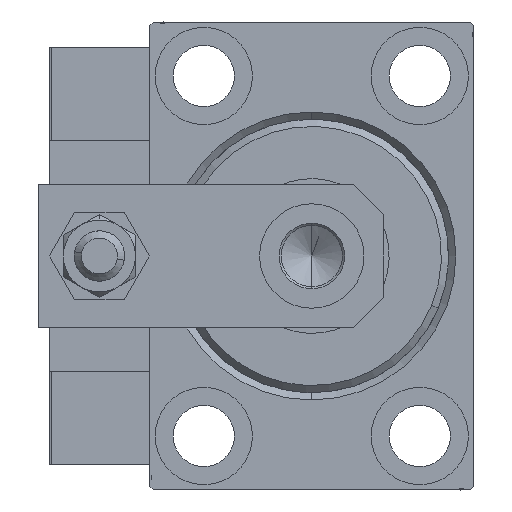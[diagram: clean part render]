
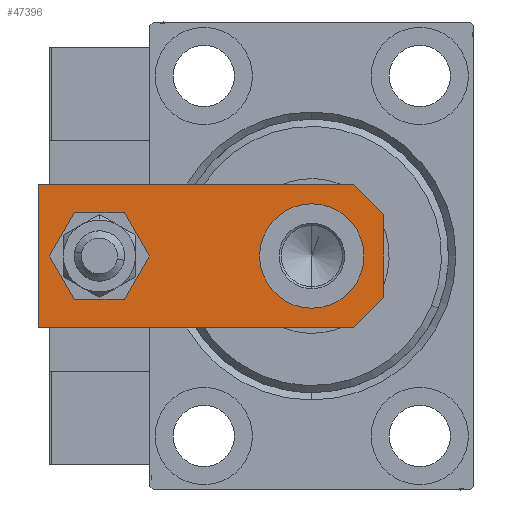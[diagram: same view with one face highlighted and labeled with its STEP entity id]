
A CAD part, left-side view. The second image highlights one B-rep face of the part: STEP entity #47396.
In plain terms, the highlighted face is planar.
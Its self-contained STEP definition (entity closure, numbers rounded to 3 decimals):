
#955 = CARTESIAN_POINT ( 'NONE',  ( 10., 48., 6. ) ) ;
#1847 = VERTEX_POINT ( 'NONE', #21242 ) ;
#2214 = CARTESIAN_POINT ( 'NONE',  ( -5.76, 0., 6. ) ) ;
#2224 = FACE_BOUND ( 'NONE', #19134, .T. ) ;
#2306 = EDGE_CURVE ( 'NONE', #35137, #1847, #30186, .T. ) ;
#3206 = ORIENTED_EDGE ( 'NONE', *, *, #25107, .T. ) ;
#4790 = DIRECTION ( 'NONE',  ( 1., 0., 0. ) ) ;
#4835 = VECTOR ( 'NONE', #25228, 1000. ) ;
#5444 = CARTESIAN_POINT ( 'NONE',  ( -10., 4.24, 6. ) ) ;
#5500 = ORIENTED_EDGE ( 'NONE', *, *, #2306, .F. ) ;
#5711 = CARTESIAN_POINT ( 'NONE',  ( 7.25, 10., 6. ) ) ;
#5878 = FACE_BOUND ( 'NONE', #20641, .T. ) ;
#6861 = AXIS2_PLACEMENT_3D ( 'NONE', #26716, #50208, #50727 ) ;
#7469 = AXIS2_PLACEMENT_3D ( 'NONE', #40427, #39652, #44830 ) ;
#7677 = AXIS2_PLACEMENT_3D ( 'NONE', #42017, #45911, #38101 ) ;
#9417 = VERTEX_POINT ( 'NONE', #2214 ) ;
#11708 = CARTESIAN_POINT ( 'NONE',  ( 2.88, -2.88, 6. ) ) ;
#11775 = CARTESIAN_POINT ( 'NONE',  ( 5.76, 0., 6. ) ) ;
#12397 = VERTEX_POINT ( 'NONE', #11775 ) ;
#12649 = CARTESIAN_POINT ( 'NONE',  ( 10., 0., 6. ) ) ;
#13850 = AXIS2_PLACEMENT_3D ( 'NONE', #16785, #48372, #4790 ) ;
#13899 = CARTESIAN_POINT ( 'NONE',  ( 10., 48., 6. ) ) ;
#14540 = DIRECTION ( 'NONE',  ( 1., 0., 0. ) ) ;
#15628 = LINE ( 'NONE', #11708, #25272 ) ;
#15688 = CARTESIAN_POINT ( 'NONE',  ( -10., 48., 6. ) ) ;
#15694 = EDGE_CURVE ( 'NONE', #48622, #20917, #49865, .T. ) ;
#16785 = CARTESIAN_POINT ( 'NONE',  ( 0., 10., 6. ) ) ;
#17579 = LINE ( 'NONE', #18096, #30998 ) ;
#18096 = CARTESIAN_POINT ( 'NONE',  ( -10., 48., 6. ) ) ;
#18802 = VECTOR ( 'NONE', #14540, 1000. ) ;
#19134 = EDGE_LOOP ( 'NONE', ( #19452, #19830 ) ) ;
#19452 = ORIENTED_EDGE ( 'NONE', *, *, #23174, .F. ) ;
#19478 = CARTESIAN_POINT ( 'NONE',  ( -10., 0., 6. ) ) ;
#19697 = VECTOR ( 'NONE', #32976, 1000. ) ;
#19830 = ORIENTED_EDGE ( 'NONE', *, *, #36488, .F. ) ;
#20641 = EDGE_LOOP ( 'NONE', ( #5500, #38204 ) ) ;
#20917 = VERTEX_POINT ( 'NONE', #955 ) ;
#21242 = CARTESIAN_POINT ( 'NONE',  ( 4., 39.5, 6. ) ) ;
#21430 = ORIENTED_EDGE ( 'NONE', *, *, #40281, .T. ) ;
#21977 = LINE ( 'NONE', #13899, #19697 ) ;
#22182 = CIRCLE ( 'NONE', #13850, 7.25 ) ;
#22331 = EDGE_CURVE ( 'NONE', #24594, #34621, #17579, .T. ) ;
#22965 = VERTEX_POINT ( 'NONE', #5711 ) ;
#23174 = EDGE_CURVE ( 'NONE', #34453, #22965, #48523, .T. ) ;
#24594 = VERTEX_POINT ( 'NONE', #15688 ) ;
#25073 = EDGE_LOOP ( 'NONE', ( #42588, #21430, #30462, #3206, #39655, #30571 ) ) ;
#25107 = EDGE_CURVE ( 'NONE', #12397, #48622, #15628, .T. ) ;
#25228 = DIRECTION ( 'NONE',  ( 0.707, -0.707, 0. ) ) ;
#25272 = VECTOR ( 'NONE', #27631, 1000. ) ;
#26014 = CARTESIAN_POINT ( 'NONE',  ( -2.88, -2.88, 6. ) ) ;
#26716 = CARTESIAN_POINT ( 'NONE',  ( 0., 10., 6. ) ) ;
#27631 = DIRECTION ( 'NONE',  ( 0.707, 0.707, 0. ) ) ;
#29381 = PLANE ( 'NONE',  #41651 ) ;
#30186 = CIRCLE ( 'NONE', #7677, 4. ) ;
#30462 = ORIENTED_EDGE ( 'NONE', *, *, #35040, .T. ) ;
#30571 = ORIENTED_EDGE ( 'NONE', *, *, #36648, .T. ) ;
#30812 = CARTESIAN_POINT ( 'NONE',  ( -7.25, 10., 6. ) ) ;
#30998 = VECTOR ( 'NONE', #45516, 1000. ) ;
#31664 = CIRCLE ( 'NONE', #7469, 4. ) ;
#31750 = VECTOR ( 'NONE', #36683, 1000. ) ;
#32976 = DIRECTION ( 'NONE',  ( -1., 0., 0. ) ) ;
#34453 = VERTEX_POINT ( 'NONE', #30812 ) ;
#34621 = VERTEX_POINT ( 'NONE', #5444 ) ;
#35040 = EDGE_CURVE ( 'NONE', #9417, #12397, #51318, .T. ) ;
#35137 = VERTEX_POINT ( 'NONE', #44527 ) ;
#36488 = EDGE_CURVE ( 'NONE', #22965, #34453, #22182, .T. ) ;
#36648 = EDGE_CURVE ( 'NONE', #20917, #24594, #21977, .T. ) ;
#36683 = DIRECTION ( 'NONE',  ( 0., 1., 0. ) ) ;
#38101 = DIRECTION ( 'NONE',  ( 1., 0., 0. ) ) ;
#38204 = ORIENTED_EDGE ( 'NONE', *, *, #44494, .F. ) ;
#38256 = FACE_OUTER_BOUND ( 'NONE', #25073, .T. ) ;
#39652 = DIRECTION ( 'NONE',  ( 0., 0., 1. ) ) ;
#39655 = ORIENTED_EDGE ( 'NONE', *, *, #15694, .T. ) ;
#40281 = EDGE_CURVE ( 'NONE', #34621, #9417, #48974, .T. ) ;
#40427 = CARTESIAN_POINT ( 'NONE',  ( 0., 39.5, 6. ) ) ;
#40583 = CARTESIAN_POINT ( 'NONE',  ( 10., 4.24, 6. ) ) ;
#41651 = AXIS2_PLACEMENT_3D ( 'NONE', #49470, #41918, #42171 ) ;
#41918 = DIRECTION ( 'NONE',  ( 0., 0., 1. ) ) ;
#42017 = CARTESIAN_POINT ( 'NONE',  ( 0., 39.5, 6. ) ) ;
#42171 = DIRECTION ( 'NONE',  ( 1., 0., 0. ) ) ;
#42588 = ORIENTED_EDGE ( 'NONE', *, *, #22331, .T. ) ;
#44494 = EDGE_CURVE ( 'NONE', #1847, #35137, #31664, .T. ) ;
#44527 = CARTESIAN_POINT ( 'NONE',  ( -4., 39.5, 6. ) ) ;
#44830 = DIRECTION ( 'NONE',  ( 1., 0., 0. ) ) ;
#45516 = DIRECTION ( 'NONE',  ( 0., -1., 0. ) ) ;
#45911 = DIRECTION ( 'NONE',  ( 0., 0., 1. ) ) ;
#47396 = ADVANCED_FACE ( 'NONE', ( #5878, #38256, #2224 ), #29381, .T. ) ;
#48372 = DIRECTION ( 'NONE',  ( 0., 0., 1. ) ) ;
#48523 = CIRCLE ( 'NONE', #6861, 7.25 ) ;
#48622 = VERTEX_POINT ( 'NONE', #40583 ) ;
#48974 = LINE ( 'NONE', #26014, #4835 ) ;
#49470 = CARTESIAN_POINT ( 'NONE',  ( 0., 0., 6. ) ) ;
#49865 = LINE ( 'NONE', #12649, #31750 ) ;
#50208 = DIRECTION ( 'NONE',  ( 0., 0., 1. ) ) ;
#50727 = DIRECTION ( 'NONE',  ( 1., 0., 0. ) ) ;
#51318 = LINE ( 'NONE', #19478, #18802 ) ;
